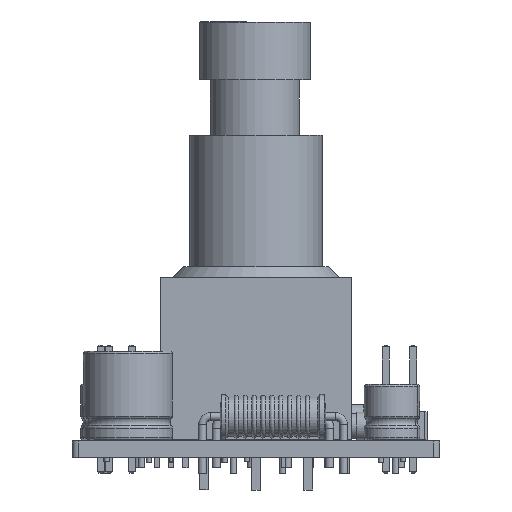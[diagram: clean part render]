
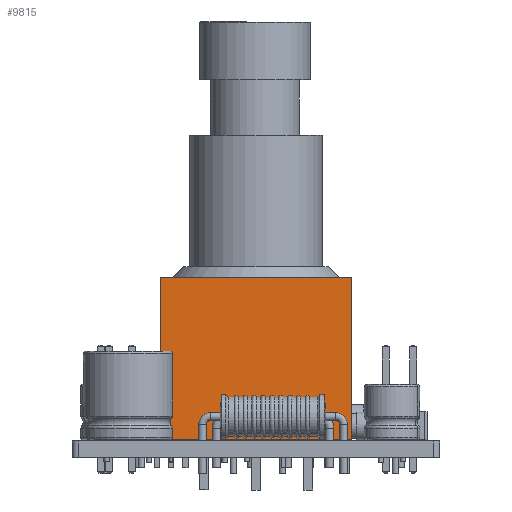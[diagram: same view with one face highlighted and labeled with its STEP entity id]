
A CAD part, front view. The second image highlights one B-rep face of the part: STEP entity #9815.
In plain terms, the highlighted planar face has unit normal (0, -1, 0).
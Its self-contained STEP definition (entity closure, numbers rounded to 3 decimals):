
#1175=FACE_OUTER_BOUND('',#1747,.T.);
#1747=EDGE_LOOP('',(#7355,#7356,#7357,#7358));
#2534=LINE('',#16253,#3365);
#2535=LINE('',#16256,#3366);
#2536=LINE('',#16258,#3367);
#2537=LINE('',#16259,#3368);
#3365=VECTOR('',#12238,1.);
#3366=VECTOR('',#12241,1.);
#3367=VECTOR('',#12242,1.);
#3368=VECTOR('',#12243,1.);
#4695=VERTEX_POINT('',#16249);
#4696=VERTEX_POINT('',#16251);
#4697=VERTEX_POINT('',#16255);
#4698=VERTEX_POINT('',#16257);
#5684=EDGE_CURVE('',#4695,#4696,#2534,.T.);
#5685=EDGE_CURVE('',#4697,#4695,#2535,.T.);
#5686=EDGE_CURVE('',#4698,#4696,#2536,.T.);
#5687=EDGE_CURVE('',#4697,#4698,#2537,.T.);
#7355=ORIENTED_EDGE('',*,*,#5685,.T.);
#7356=ORIENTED_EDGE('',*,*,#5684,.T.);
#7357=ORIENTED_EDGE('',*,*,#5686,.F.);
#7358=ORIENTED_EDGE('',*,*,#5687,.F.);
#9418=PLANE('',#10673);
#9815=ADVANCED_FACE('',(#1175),#9418,.T.);
#10673=AXIS2_PLACEMENT_3D('',#16254,#12239,#12240);
#12238=DIRECTION('',(0.,0.,1.));
#12239=DIRECTION('center_axis',(0.,-1.,0.));
#12240=DIRECTION('ref_axis',(1.,0.,0.));
#12241=DIRECTION('',(1.,0.,0.));
#12242=DIRECTION('',(1.,0.,0.));
#12243=DIRECTION('',(0.,0.,1.));
#16249=CARTESIAN_POINT('',(17.2,0.,0.));
#16251=CARTESIAN_POINT('',(17.2,0.,14.6));
#16253=CARTESIAN_POINT('',(17.2,0.,0.));
#16254=CARTESIAN_POINT('Origin',(0.,0.,0.));
#16255=CARTESIAN_POINT('',(0.,0.,0.));
#16256=CARTESIAN_POINT('',(0.,0.,0.));
#16257=CARTESIAN_POINT('',(0.,0.,14.6));
#16258=CARTESIAN_POINT('',(0.,0.,14.6));
#16259=CARTESIAN_POINT('',(0.,0.,0.));
